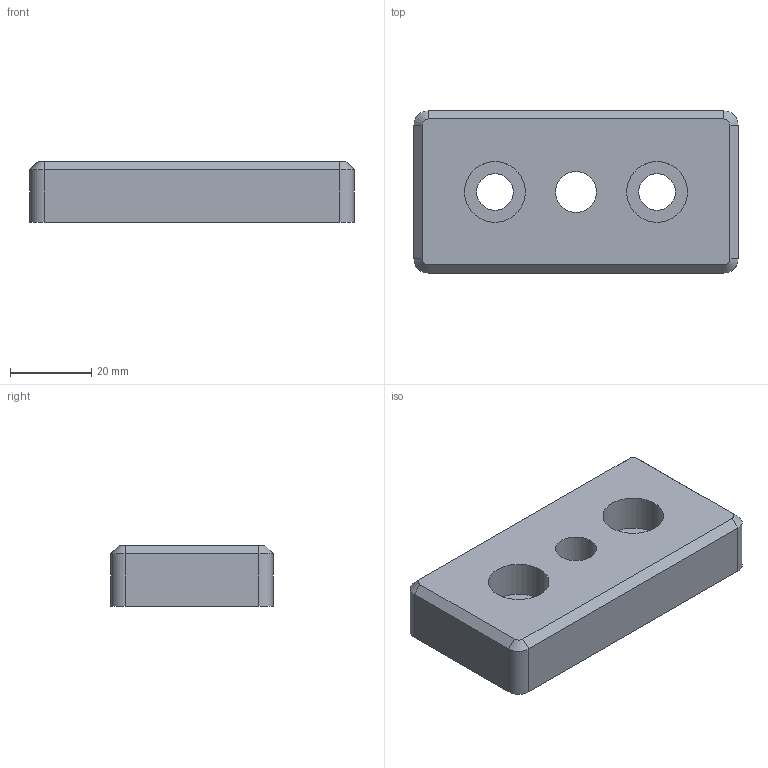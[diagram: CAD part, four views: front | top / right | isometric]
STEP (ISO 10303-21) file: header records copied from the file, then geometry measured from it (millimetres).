
FILE_DESCRIPTION(/* description */ ('Fußplatte 40x80 M12 verz.'),/* implementation_level */ '2;1');
FILE_NAME(/* name */ 'SZ0230V-A.stp',/* time_stamp */ '2015-11-24T10:35:35+01:00',/* author */ ('Marina Kaa'),/* organization */ (''),/* preprocessor_version */ 'ST-DEVELOPER v15.6',/* originating_system */ 'Autodesk Inventor 2015',/* authorisation */ '');
FILE_SCHEMA (('AUTOMOTIVE_DESIGN { 1 0 10303 214 3 1 1 }'));
Length unit declared in the file: millimetre
Products named in the file (1): SZ0230V-A
Bounding box: 80 x 40 x 15 mm (x, y, z)
Volume: 42235.2 mm3; surface area: 10858.4 mm2
Topology: 1 solids, 1 shells, 25 faces, 56 edges, 35 vertices
Faces by surface type: plane 12, cylinder 9, cone 4
Full cylindrical faces by diameter (mm): 9 x2, 10.106 x1, 15 x2
Entity records: 698 total; most frequent: DIRECTION 124, CARTESIAN_POINT 110, ORIENTED_EDGE 100, EDGE_CURVE 50, AXIS2_PLACEMENT_3D 48, EDGE_LOOP 38, VERTEX_POINT 34, LINE 28
